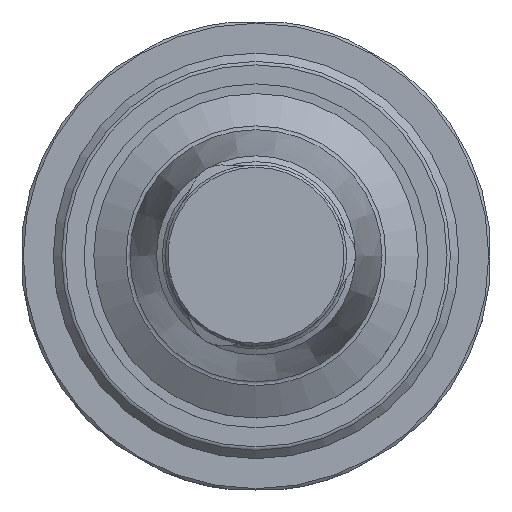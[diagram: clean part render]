
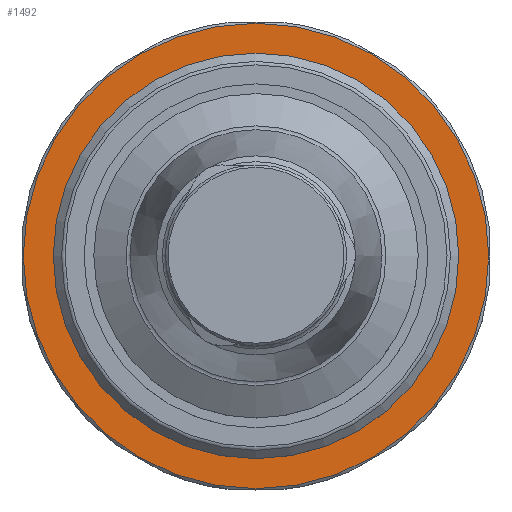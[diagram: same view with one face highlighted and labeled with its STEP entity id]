
A CAD part, top view. The second image highlights one B-rep face of the part: STEP entity #1492.
In plain terms, the highlighted planar face has unit normal (0, 0, 1).
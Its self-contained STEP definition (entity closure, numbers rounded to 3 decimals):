
#609=ORIENTED_EDGE('',*,*,#868,.T.);
#610=ORIENTED_EDGE('',*,*,#848,.F.);
#848=EDGE_CURVE('',#1009,#1009,#1092,.T.);
#868=EDGE_CURVE('',#1024,#1024,#1100,.T.);
#1009=VERTEX_POINT('',#2628);
#1024=VERTEX_POINT('',#2692);
#1092=CIRCLE('',#1659,28.7);
#1100=CIRCLE('',#1672,24.65);
#1207=EDGE_LOOP('',(#609));
#1208=EDGE_LOOP('',(#610));
#1343=FACE_BOUND('',#1207,.T.);
#1344=FACE_BOUND('',#1208,.T.);
#1411=PLANE('',#1671);
#1492=ADVANCED_FACE('',(#1343,#1344),#1411,.F.);
#1659=AXIS2_PLACEMENT_3D('',#2627,#2023,#2024);
#1671=AXIS2_PLACEMENT_3D('',#2690,#2051,#2052);
#1672=AXIS2_PLACEMENT_3D('',#2691,#2053,#2054);
#2023=DIRECTION('',(0.,0.,-1.));
#2024=DIRECTION('',(-1.,0.,0.));
#2051=DIRECTION('',(0.,0.,-1.));
#2052=DIRECTION('',(-1.,0.,0.));
#2053=DIRECTION('',(0.,0.,-1.));
#2054=DIRECTION('',(-1.,0.,0.));
#2627=CARTESIAN_POINT('',(0.,0.,-1.));
#2628=CARTESIAN_POINT('',(-28.7,0.,-1.));
#2690=CARTESIAN_POINT('',(-24.65,0.,-1.));
#2691=CARTESIAN_POINT('',(0.,0.,-1.));
#2692=CARTESIAN_POINT('',(-24.65,0.,-1.));
